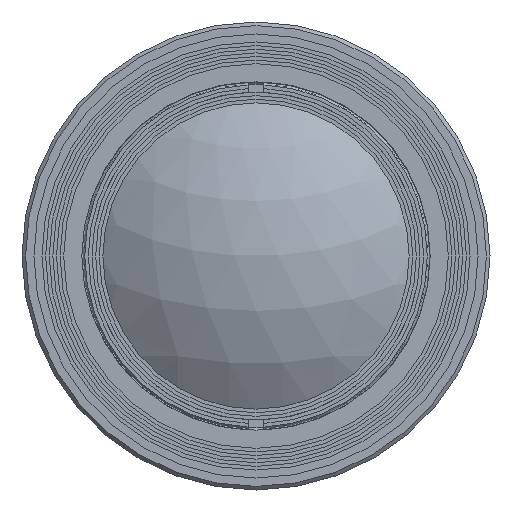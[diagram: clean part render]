
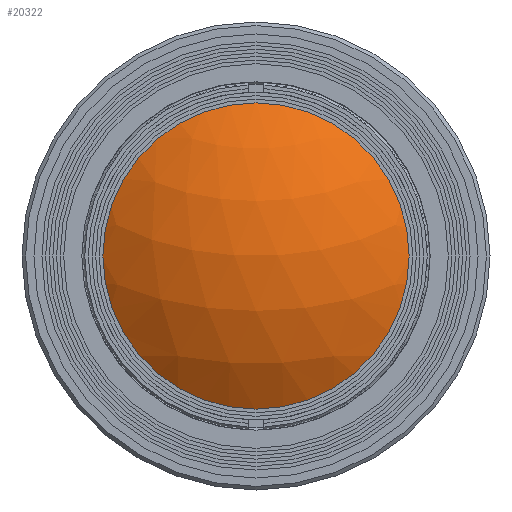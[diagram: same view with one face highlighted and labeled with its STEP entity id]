
A CAD part, left-side view. The second image highlights one B-rep face of the part: STEP entity #20322.
In plain terms, the highlighted spherical face has radius 36.388 mm.
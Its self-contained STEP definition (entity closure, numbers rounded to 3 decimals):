
#18824 = ORIENTED_EDGE ( 'NONE', *, *, #76741, .T. ) ;
#20322 = ADVANCED_FACE ( 'NONE', ( #34518 ), #53941, .T. ) ;
#20565 = DIRECTION ( 'NONE',  ( -0.804, 0., -0.594 ) ) ;
#29166 = CIRCLE ( 'NONE', #80505, 21.4 ) ;
#30118 = AXIS2_PLACEMENT_3D ( 'NONE', #46372, #46793, #20565 ) ;
#34518 = FACE_OUTER_BOUND ( 'NONE', #55734, .T. ) ;
#46372 = CARTESIAN_POINT ( 'NONE',  ( -0.675, 0., 0. ) ) ;
#46793 = DIRECTION ( 'NONE',  ( -0.594, 0., 0.804 ) ) ;
#53080 = DIRECTION ( 'NONE',  ( 0., 0., 1. ) ) ;
#53941 = SPHERICAL_SURFACE ( 'NONE', #30118, 36.388 ) ;
#55734 = EDGE_LOOP ( 'NONE', ( #18824 ) ) ;
#56069 = CARTESIAN_POINT ( 'NONE',  ( -30.105, 0., 21.4 ) ) ;
#56897 = VERTEX_POINT ( 'NONE', #56069 ) ;
#66610 = DIRECTION ( 'NONE',  ( -1., 0., 0. ) ) ;
#72966 = CARTESIAN_POINT ( 'NONE',  ( -30.105, 0., 0. ) ) ;
#76741 = EDGE_CURVE ( 'NONE', #56897, #56897, #29166, .T. ) ;
#80505 = AXIS2_PLACEMENT_3D ( 'NONE', #72966, #66610, #53080 ) ;
